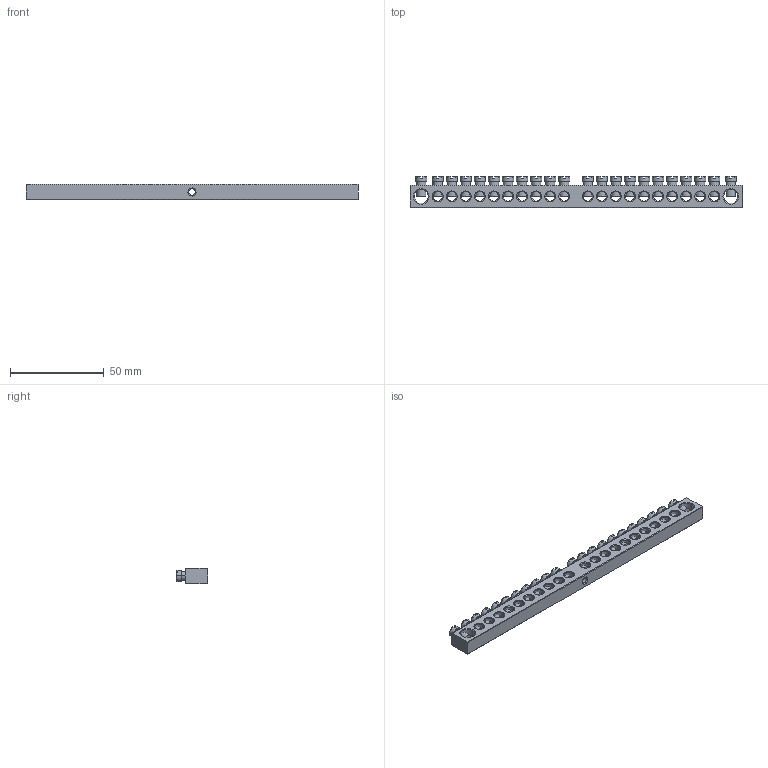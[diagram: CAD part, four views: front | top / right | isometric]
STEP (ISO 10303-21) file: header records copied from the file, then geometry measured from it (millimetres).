
FILE_DESCRIPTION (( 'STEP AP214' ), '1' );
FILE_NAME ('YNN20-22-100 Øèíà PEN çåìëÿ-íîëü 8õ12ìì 22_1 (22ãðóïïû_êðåï ïî öåíòð) ÈÝÊ.STEP', '2016-08-24T13:14:13', ( 'user' ), ( '' ), 'SwSTEP 2.0', 'SolidWorks 2014', '' );
FILE_SCHEMA (( 'AUTOMOTIVE_DESIGN' ));
Length unit declared in the file: millimetre
Products named in the file (3): YNN20-22-100 Øèíà PEN çåìëÿ-íîëü 8õ12ìì 22_1 (22ãðóïïû_êðåï ïî öåíòð) ÈÝÊ; Øèíà ÂõÍ n-1_8å12 22-1; Âèíò_Œ5
Assembly tree (23 placements, depth 2):
  YNN20-22-100 Øèíà PEN çåìëÿ-íîëü 8õ12ìì 22_1 (22ãðóïïû_êðåï ïî öåíòð) ÈÝÊ
    Øèíà ÂõÍ n-1_8å12 22-1
    Âèíò_Œ5  x22
Bounding box: 177 x 16.7 x 8 mm (x, y, z)
Volume: 16611.3 mm3; surface area: 14898.3 mm2
Topology: 23 solids, 23 shells, 1116 faces, 2942 edges, 1894 vertices
Faces by surface type: plane 758, cone 180, cylinder 178
Entity records: 10340 total; most frequent: CARTESIAN_POINT 2811, DIRECTION 1522, ORIENTED_EDGE 1344, EDGE_CURVE 672, AXIS2_PLACEMENT_3D 610, VERTEX_POINT 403, EDGE_LOOP 369, CIRCLE 308
